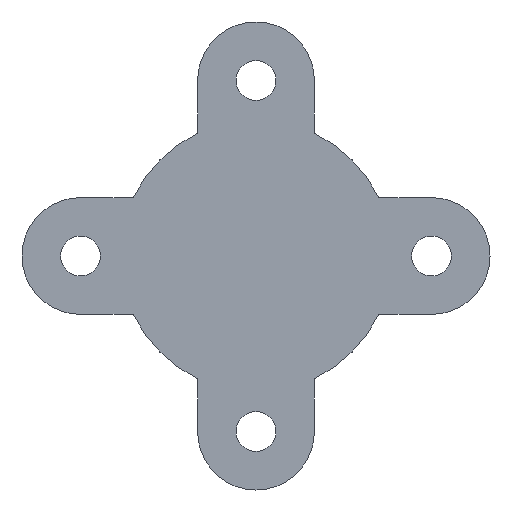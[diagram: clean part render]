
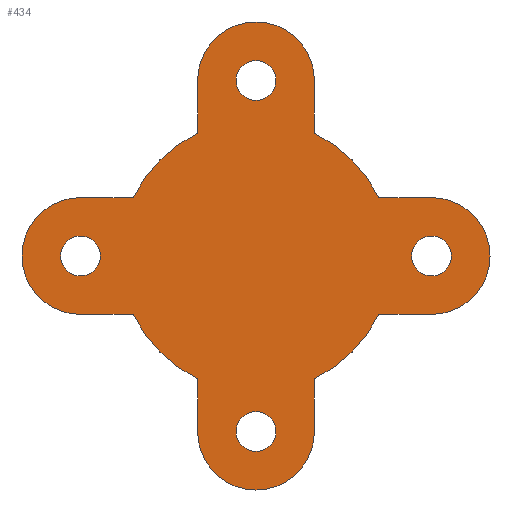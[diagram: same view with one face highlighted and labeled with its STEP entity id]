
A CAD part, front view. The second image highlights one B-rep face of the part: STEP entity #434.
In plain terms, the highlighted planar face has unit normal (0, -1, 0).
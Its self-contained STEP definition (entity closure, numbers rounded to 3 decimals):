
#31=FACE_BOUND('',#83,.T.);
#32=FACE_BOUND('',#84,.T.);
#33=FACE_BOUND('',#85,.T.);
#34=FACE_BOUND('',#86,.T.);
#56=FACE_OUTER_BOUND('',#82,.T.);
#82=EDGE_LOOP('',(#383,#384,#385,#386,#387,#388,#389,#390,#391,#392,#393,
#394,#395,#396,#397,#398));
#83=EDGE_LOOP('',(#399));
#84=EDGE_LOOP('',(#400));
#85=EDGE_LOOP('',(#401));
#86=EDGE_LOOP('',(#402));
#99=CIRCLE('',#464,3.224);
#100=CIRCLE('',#467,7.5);
#101=CIRCLE('',#470,3.224);
#102=CIRCLE('',#473,7.5);
#103=CIRCLE('',#475,7.5);
#104=CIRCLE('',#477,7.5);
#105=CIRCLE('',#479,1.1);
#106=CIRCLE('',#481,1.1);
#107=CIRCLE('',#483,1.1);
#108=CIRCLE('',#485,1.1);
#109=CIRCLE('',#489,3.224);
#110=CIRCLE('',#493,3.224);
#120=LINE('',#671,#156);
#124=LINE('',#680,#160);
#127=LINE('',#688,#163);
#130=LINE('',#696,#166);
#139=LINE('',#729,#175);
#142=LINE('',#734,#178);
#144=LINE('',#740,#180);
#146=LINE('',#744,#182);
#156=VECTOR('',#534,10.);
#160=VECTOR('',#544,10.);
#163=VECTOR('',#553,10.);
#166=VECTOR('',#562,10.);
#175=VECTOR('',#601,10.);
#178=VECTOR('',#606,10.);
#180=VECTOR('',#614,10.);
#182=VECTOR('',#618,10.);
#203=VERTEX_POINT('',#668);
#204=VERTEX_POINT('',#670);
#205=VERTEX_POINT('',#674);
#206=VERTEX_POINT('',#678);
#207=VERTEX_POINT('',#682);
#208=VERTEX_POINT('',#686);
#209=VERTEX_POINT('',#690);
#210=VERTEX_POINT('',#694);
#211=VERTEX_POINT('',#698);
#212=VERTEX_POINT('',#702);
#213=VERTEX_POINT('',#706);
#214=VERTEX_POINT('',#708);
#215=VERTEX_POINT('',#712);
#216=VERTEX_POINT('',#716);
#217=VERTEX_POINT('',#720);
#218=VERTEX_POINT('',#724);
#219=VERTEX_POINT('',#728);
#220=VERTEX_POINT('',#732);
#221=VERTEX_POINT('',#736);
#222=VERTEX_POINT('',#742);
#244=EDGE_CURVE('',#203,#204,#120,.T.);
#247=EDGE_CURVE('',#205,#203,#99,.T.);
#249=EDGE_CURVE('',#205,#206,#124,.T.);
#251=EDGE_CURVE('',#206,#207,#100,.T.);
#253=EDGE_CURVE('',#208,#207,#127,.T.);
#255=EDGE_CURVE('',#209,#208,#101,.T.);
#257=EDGE_CURVE('',#209,#210,#130,.T.);
#259=EDGE_CURVE('',#210,#211,#102,.T.);
#260=EDGE_CURVE('',#212,#204,#103,.T.);
#263=EDGE_CURVE('',#214,#213,#104,.T.);
#266=EDGE_CURVE('',#215,#215,#105,.T.);
#268=EDGE_CURVE('',#216,#216,#106,.T.);
#270=EDGE_CURVE('',#217,#217,#107,.T.);
#272=EDGE_CURVE('',#218,#218,#108,.T.);
#273=EDGE_CURVE('',#219,#212,#139,.T.);
#276=EDGE_CURVE('',#220,#211,#142,.T.);
#278=EDGE_CURVE('',#221,#220,#109,.T.);
#279=EDGE_CURVE('',#221,#214,#144,.T.);
#281=EDGE_CURVE('',#222,#213,#146,.T.);
#282=EDGE_CURVE('',#219,#222,#110,.T.);
#383=ORIENTED_EDGE('',*,*,#253,.F.);
#384=ORIENTED_EDGE('',*,*,#255,.F.);
#385=ORIENTED_EDGE('',*,*,#257,.T.);
#386=ORIENTED_EDGE('',*,*,#259,.T.);
#387=ORIENTED_EDGE('',*,*,#276,.F.);
#388=ORIENTED_EDGE('',*,*,#278,.F.);
#389=ORIENTED_EDGE('',*,*,#279,.T.);
#390=ORIENTED_EDGE('',*,*,#263,.T.);
#391=ORIENTED_EDGE('',*,*,#281,.F.);
#392=ORIENTED_EDGE('',*,*,#282,.F.);
#393=ORIENTED_EDGE('',*,*,#273,.T.);
#394=ORIENTED_EDGE('',*,*,#260,.T.);
#395=ORIENTED_EDGE('',*,*,#244,.F.);
#396=ORIENTED_EDGE('',*,*,#247,.F.);
#397=ORIENTED_EDGE('',*,*,#249,.T.);
#398=ORIENTED_EDGE('',*,*,#251,.T.);
#399=ORIENTED_EDGE('',*,*,#272,.F.);
#400=ORIENTED_EDGE('',*,*,#270,.F.);
#401=ORIENTED_EDGE('',*,*,#268,.F.);
#402=ORIENTED_EDGE('',*,*,#266,.F.);
#412=PLANE('',#494);
#434=ADVANCED_FACE('',(#56,#31,#32,#33,#34),#412,.F.);
#464=AXIS2_PLACEMENT_3D('',#676,#539,#540);
#467=AXIS2_PLACEMENT_3D('',#684,#548,#549);
#470=AXIS2_PLACEMENT_3D('',#692,#557,#558);
#473=AXIS2_PLACEMENT_3D('',#700,#566,#567);
#475=AXIS2_PLACEMENT_3D('',#703,#570,#571);
#477=AXIS2_PLACEMENT_3D('',#709,#576,#577);
#479=AXIS2_PLACEMENT_3D('',#714,#582,#583);
#481=AXIS2_PLACEMENT_3D('',#718,#587,#588);
#483=AXIS2_PLACEMENT_3D('',#722,#592,#593);
#485=AXIS2_PLACEMENT_3D('',#726,#597,#598);
#489=AXIS2_PLACEMENT_3D('',#738,#610,#611);
#493=AXIS2_PLACEMENT_3D('',#746,#621,#622);
#494=AXIS2_PLACEMENT_3D('',#747,#623,#624);
#534=DIRECTION('',(0.,0.,1.));
#539=DIRECTION('center_axis',(0.,1.,0.));
#540=DIRECTION('ref_axis',(1.,0.,0.));
#544=DIRECTION('',(0.,0.,1.));
#548=DIRECTION('center_axis',(0.,-1.,0.));
#549=DIRECTION('ref_axis',(-1.,0.,0.));
#553=DIRECTION('',(-1.,0.,0.));
#557=DIRECTION('center_axis',(0.,1.,0.));
#558=DIRECTION('ref_axis',(0.,0.,1.));
#562=DIRECTION('',(-1.,0.,0.));
#566=DIRECTION('center_axis',(0.,-1.,0.));
#567=DIRECTION('ref_axis',(-1.,0.,0.));
#570=DIRECTION('center_axis',(0.,-1.,0.));
#571=DIRECTION('ref_axis',(-1.,0.,0.));
#576=DIRECTION('center_axis',(0.,-1.,0.));
#577=DIRECTION('ref_axis',(-1.,0.,0.));
#582=DIRECTION('center_axis',(0.,-1.,0.));
#583=DIRECTION('ref_axis',(1.,0.,0.));
#587=DIRECTION('center_axis',(0.,-1.,0.));
#588=DIRECTION('ref_axis',(1.,0.,0.));
#592=DIRECTION('center_axis',(0.,-1.,0.));
#593=DIRECTION('ref_axis',(1.,0.,0.));
#597=DIRECTION('center_axis',(0.,-1.,0.));
#598=DIRECTION('ref_axis',(1.,0.,0.));
#601=DIRECTION('',(1.,0.,0.));
#606=DIRECTION('',(0.,0.,-1.));
#610=DIRECTION('center_axis',(0.,1.,0.));
#611=DIRECTION('ref_axis',(-1.,0.,0.));
#614=DIRECTION('',(0.,0.,-1.));
#618=DIRECTION('',(1.,0.,0.));
#621=DIRECTION('center_axis',(0.,1.,0.));
#622=DIRECTION('ref_axis',(0.,0.,-1.));
#623=DIRECTION('center_axis',(0.,1.,0.));
#624=DIRECTION('ref_axis',(1.,0.,0.));
#668=CARTESIAN_POINT('',(-3.224,0.,-9.696));
#670=CARTESIAN_POINT('',(-3.224,0.,-6.772));
#671=CARTESIAN_POINT('',(-3.224,0.,-9.696));
#674=CARTESIAN_POINT('',(3.224,0.,-9.696));
#676=CARTESIAN_POINT('Origin',(0.,0.,-9.696));
#678=CARTESIAN_POINT('',(3.224,0.,-6.772));
#680=CARTESIAN_POINT('',(3.224,0.,-3.386));
#682=CARTESIAN_POINT('',(6.772,0.,-3.224));
#684=CARTESIAN_POINT('Origin',(0.,0.,0.));
#686=CARTESIAN_POINT('',(9.696,0.,-3.224));
#688=CARTESIAN_POINT('',(9.696,0.,-3.224));
#690=CARTESIAN_POINT('',(9.696,0.,3.224));
#692=CARTESIAN_POINT('Origin',(9.696,0.,0.));
#694=CARTESIAN_POINT('',(6.772,0.,3.224));
#696=CARTESIAN_POINT('',(3.386,0.,3.224));
#698=CARTESIAN_POINT('',(3.224,0.,6.772));
#700=CARTESIAN_POINT('Origin',(0.,0.,0.));
#702=CARTESIAN_POINT('',(-6.772,0.,-3.224));
#703=CARTESIAN_POINT('Origin',(0.,0.,0.));
#706=CARTESIAN_POINT('',(-6.772,0.,3.224));
#708=CARTESIAN_POINT('',(-3.224,0.,6.772));
#709=CARTESIAN_POINT('Origin',(0.,0.,0.));
#712=CARTESIAN_POINT('',(-1.1,0.,-9.696));
#714=CARTESIAN_POINT('Origin',(0.,0.,-9.696));
#716=CARTESIAN_POINT('',(-10.796,0.,0.));
#718=CARTESIAN_POINT('Origin',(-9.696,0.,0.));
#720=CARTESIAN_POINT('',(-1.1,0.,9.696));
#722=CARTESIAN_POINT('Origin',(0.,0.,9.696));
#724=CARTESIAN_POINT('',(8.596,0.,0.));
#726=CARTESIAN_POINT('Origin',(9.696,0.,0.));
#728=CARTESIAN_POINT('',(-9.696,0.,-3.224));
#729=CARTESIAN_POINT('',(-3.386,0.,-3.224));
#732=CARTESIAN_POINT('',(3.224,0.,9.696));
#734=CARTESIAN_POINT('',(3.224,0.,9.696));
#736=CARTESIAN_POINT('',(-3.224,0.,9.696));
#738=CARTESIAN_POINT('Origin',(0.,0.,9.696));
#740=CARTESIAN_POINT('',(-3.224,0.,3.386));
#742=CARTESIAN_POINT('',(-9.696,0.,3.224));
#744=CARTESIAN_POINT('',(-9.696,0.,3.224));
#746=CARTESIAN_POINT('Origin',(-9.696,0.,0.));
#747=CARTESIAN_POINT('Origin',(0.,0.,0.));
